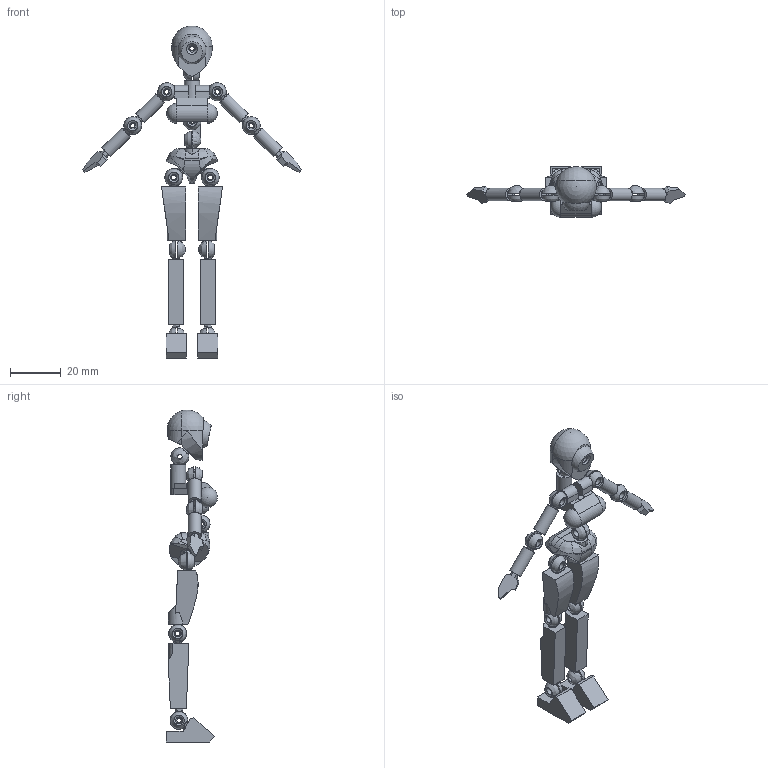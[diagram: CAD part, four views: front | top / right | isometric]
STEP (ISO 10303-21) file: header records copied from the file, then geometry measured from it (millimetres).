
FILE_DESCRIPTION(/* description */ (''),/* implementation_level */ '2;1');
FILE_NAME(/* name */ '丸関節テスト v2.step',/* time_stamp */ '2021-08-11T15:30:09+09:00',/* author */ (''),/* organization */ (''),/* preprocessor_version */ 'ST-DEVELOPER v18.1',/* originating_system */ 'Autodesk Translation Framework v10.9.0.1377',/* authorisation */ '');
FILE_SCHEMA (('AUTOMOTIVE_DESIGN { 1 0 10303 214 3 1 1 }'));
Length unit declared in the file: millimetre
Products named in the file (19): 丸関節テスト; Head; JonintA; Arm; JoointC; JointD; Reg; JointE; jointF; JointG; Body; joint02; Arm(ミラー); JoointC (1); JointD (1); Reg(ミラー); JointE (1); jointF (1); JointG (1)
Assembly tree (18 placements, depth 3):
  丸関節テスト
    Head
      JonintA
    Arm
      JoointC
      JointD
    Reg
      JointE
      jointF
      JointG
    Body
      joint02
    Arm(ミラー)
      JoointC (1)
      JointD (1)
    Reg(ミラー)
      JointE (1)
      jointF (1)
      JointG (1)
Bounding box: 86.07 x 20.13 x 130.96 mm (x, y, z)
Volume: 14468.4 mm3; surface area: 15939.5 mm2
Topology: 45 solids, 45 shells, 653 faces, 1754 edges, 1191 vertices
Faces by surface type: plane 423, bspline 130, cylinder 94, sphere 5, cone 1
Full cylindrical faces by diameter (mm): 1.8 x15, 2.7 x16, 3.2 x23, 5 x5, 6 x1, 6.5 x2
Entity records: 27517 total; most frequent: CARTESIAN_POINT 11862, ORIENTED_EDGE 3494, DIRECTION 2474, EDGE_CURVE 1747, VERTEX_POINT 1191, LINE 910, VECTOR 910, AXIS2_PLACEMENT_3D 782
